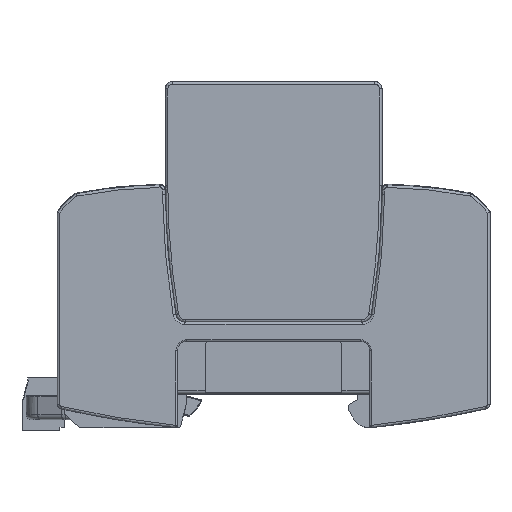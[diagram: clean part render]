
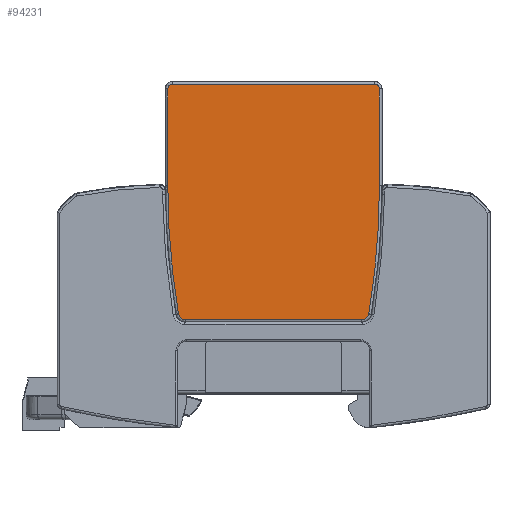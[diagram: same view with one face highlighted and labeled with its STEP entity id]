
A CAD part, left-side view. The second image highlights one B-rep face of the part: STEP entity #94231.
In plain terms, the highlighted planar face has unit normal (-1, -0.004, -0.003).
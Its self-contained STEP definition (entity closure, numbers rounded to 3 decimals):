
#4088=CIRCLE('',#100529,163.279);
#4090=CIRCLE('',#100532,1.501);
#4091=CIRCLE('',#100534,1.501);
#4092=CIRCLE('',#100535,163.279);
#4116=CIRCLE('',#100669,1.);
#4117=CIRCLE('',#100670,1.);
#12146=LINE('',#195099,#19993);
#12270=LINE('',#197503,#20117);
#12278=LINE('',#197525,#20125);
#12279=LINE('',#197528,#20126);
#19993=VECTOR('',#120137,1.);
#20117=VECTOR('',#120519,1.);
#20125=VECTOR('',#120539,1.);
#20126=VECTOR('',#120542,1.);
#25529=FACE_OUTER_BOUND('',#30842,.T.);
#30842=EDGE_LOOP('',(#80360,#80361,#80362,#80363,#80364,#80365,#80366,#80367,
#80368,#80369));
#41963=VERTEX_POINT('',#195053);
#41964=VERTEX_POINT('',#195060);
#41969=VERTEX_POINT('',#195089);
#41970=VERTEX_POINT('',#195098);
#41971=VERTEX_POINT('',#195115);
#41972=VERTEX_POINT('',#195132);
#42107=VERTEX_POINT('',#197496);
#42114=VERTEX_POINT('',#197523);
#42115=VERTEX_POINT('',#197524);
#42116=VERTEX_POINT('',#197526);
#54668=EDGE_CURVE('',#41963,#41964,#4088,.T.);
#54675=EDGE_CURVE('',#41964,#41969,#4090,.T.);
#54677=EDGE_CURVE('',#41969,#41970,#12146,.T.);
#54679=EDGE_CURVE('',#41970,#41971,#4091,.T.);
#54681=EDGE_CURVE('',#41971,#41972,#4092,.T.);
#54952=EDGE_CURVE('',#42107,#41963,#12270,.T.);
#54962=EDGE_CURVE('',#42114,#42115,#12278,.T.);
#54963=EDGE_CURVE('',#42116,#42115,#4116,.T.);
#54964=EDGE_CURVE('',#42116,#41972,#12279,.T.);
#54965=EDGE_CURVE('',#42114,#42107,#4117,.T.);
#80360=ORIENTED_EDGE('',*,*,#54962,.T.);
#80361=ORIENTED_EDGE('',*,*,#54963,.F.);
#80362=ORIENTED_EDGE('',*,*,#54964,.T.);
#80363=ORIENTED_EDGE('',*,*,#54681,.F.);
#80364=ORIENTED_EDGE('',*,*,#54679,.F.);
#80365=ORIENTED_EDGE('',*,*,#54677,.F.);
#80366=ORIENTED_EDGE('',*,*,#54675,.F.);
#80367=ORIENTED_EDGE('',*,*,#54668,.F.);
#80368=ORIENTED_EDGE('',*,*,#54952,.F.);
#80369=ORIENTED_EDGE('',*,*,#54965,.F.);
#84281=PLANE('',#100668);
#94231=ADVANCED_FACE('',(#25529),#84281,.T.);
#100529=AXIS2_PLACEMENT_3D('',#195061,#120123,#120124);
#100532=AXIS2_PLACEMENT_3D('',#195090,#120133,#120134);
#100534=AXIS2_PLACEMENT_3D('',#195116,#120138,#120139);
#100535=AXIS2_PLACEMENT_3D('',#195133,#120140,#120141);
#100668=AXIS2_PLACEMENT_3D('',#197522,#120537,#120538);
#100669=AXIS2_PLACEMENT_3D('',#197527,#120540,#120541);
#100670=AXIS2_PLACEMENT_3D('',#197529,#120543,#120544);
#120123=DIRECTION('center_axis',(1.,0.003,
0.003));
#120124=DIRECTION('ref_axis',(0.003,-1.,0.));
#120133=DIRECTION('center_axis',(1.,0.003,
0.003));
#120134=DIRECTION('ref_axis',(0.004,-0.986,-0.164));
#120137=DIRECTION('',(-0.003,1.,0.));
#120138=DIRECTION('center_axis',(1.,0.003,
0.003));
#120139=DIRECTION('ref_axis',(0.003,0.,-1.));
#120140=DIRECTION('center_axis',(1.,0.003,0.003));
#120141=DIRECTION('ref_axis',(-0.003,0.986,-0.164));
#120519=DIRECTION('',(0.003,0.,-1.));
#120537=DIRECTION('center_axis',(-1.,-0.003,
-0.003));
#120538=DIRECTION('ref_axis',(-0.003,0.,1.));
#120539=DIRECTION('',(-0.003,1.,0.));
#120540=DIRECTION('center_axis',(1.,0.003,0.003));
#120541=DIRECTION('ref_axis',(-0.003,1.,0.));
#120542=DIRECTION('',(0.003,0.,-1.));
#120543=DIRECTION('center_axis',(1.,0.003,
0.003));
#120544=DIRECTION('ref_axis',(-0.003,0.,
1.));
#195053=CARTESIAN_POINT('',(-89.776,-22.011,43.425));
#195060=CARTESIAN_POINT('',(-89.708,-19.805,16.705));
#195061=CARTESIAN_POINT('Origin',(-90.346,141.267,43.455));
#195089=CARTESIAN_POINT('',(-89.709,-18.324,15.45));
#195090=CARTESIAN_POINT('Origin',(-89.713,-18.324,16.951));
#195098=CARTESIAN_POINT('',(-89.837,18.302,15.45));
#195099=CARTESIAN_POINT('',(-89.709,-18.324,15.45));
#195115=CARTESIAN_POINT('',(-89.846,19.782,16.705));
#195116=CARTESIAN_POINT('Origin',(-89.841,18.302,16.95));
#195132=CARTESIAN_POINT('',(-89.93,21.989,43.425));
#195133=CARTESIAN_POINT('Origin',(-89.36,-141.289,43.458));
#197496=CARTESIAN_POINT('',(-89.834,-22.011,63.45));
#197503=CARTESIAN_POINT('',(-89.834,-22.011,63.45));
#197522=CARTESIAN_POINT('Origin',(-89.696,-22.011,15.45));
#197523=CARTESIAN_POINT('',(-89.84,-21.011,64.45));
#197524=CARTESIAN_POINT('',(-89.987,20.989,64.45));
#197525=CARTESIAN_POINT('',(-89.84,-21.011,64.45));
#197526=CARTESIAN_POINT('',(-89.987,21.989,63.45));
#197527=CARTESIAN_POINT('Origin',(-89.984,20.989,63.45));
#197528=CARTESIAN_POINT('',(-89.987,21.989,63.45));
#197529=CARTESIAN_POINT('Origin',(-89.837,-21.011,63.45));
